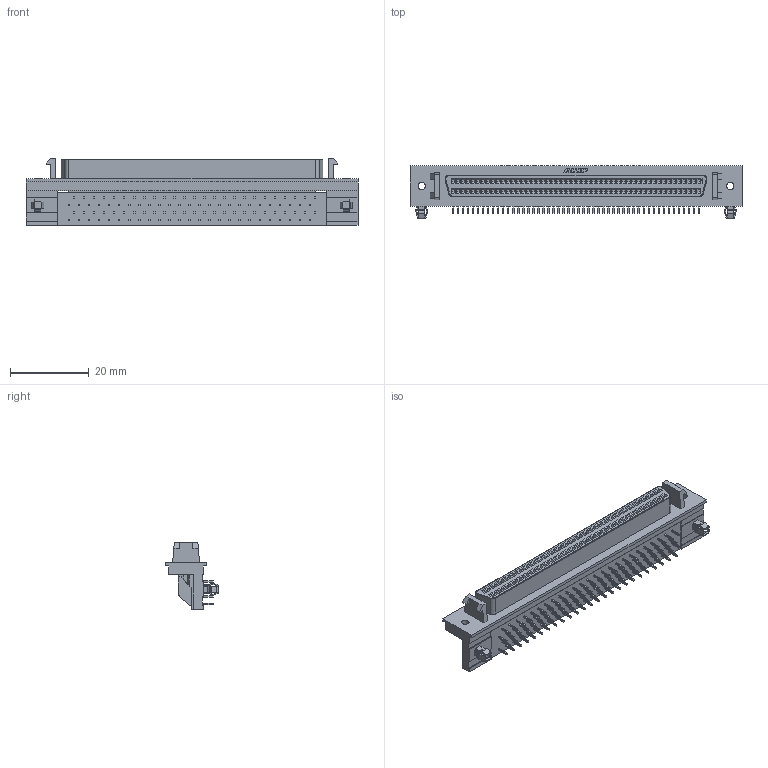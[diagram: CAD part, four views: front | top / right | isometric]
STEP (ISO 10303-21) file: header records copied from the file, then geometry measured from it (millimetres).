
FILE_DESCRIPTION( ( 'STEP AP214' ), '1' );
FILE_NAME( '1-787082-8.stp', '2022-02-24T19:58:53', ( 'License CC BY-ND 4.0' ), ( 'CADENAS' ), ' ', 'PARTsolutions', ' ' );
FILE_SCHEMA( ( 'AUTOMOTIVE_DESIGN { 1 0 10303 214 1 1 1 1 }' ) );
Length unit declared in the file: millimetre
Products named in the file (2): 1-787082-8; 1
Assembly tree (1 placements, depth 2):
  1-787082-8
    1
Bounding box: 84.2 x 13.31 x 16.87 mm (x, y, z)
Volume: 7339.7 mm3; surface area: 5747.3 mm2
Topology: 1 solids, 1 shells, 1266 faces, 3142 edges, 2093 vertices
Faces by surface type: plane 1219, cylinder 45, extrusion 2
Full cylindrical faces by diameter (mm): 1.834 x2
Entity records: 36877 total; most frequent: CARTESIAN_POINT 6520, ORIENTED_EDGE 6278, DIRECTION 5756, EDGE_CURVE 3139, VECTOR 3044, LINE 3042, VERTEX_POINT 2092, EDGE_LOOP 1491
